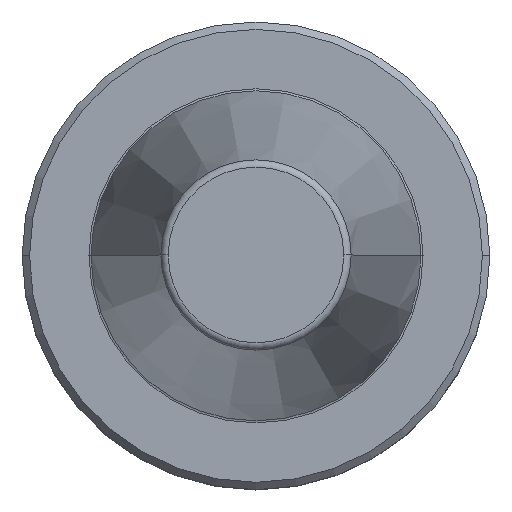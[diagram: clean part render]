
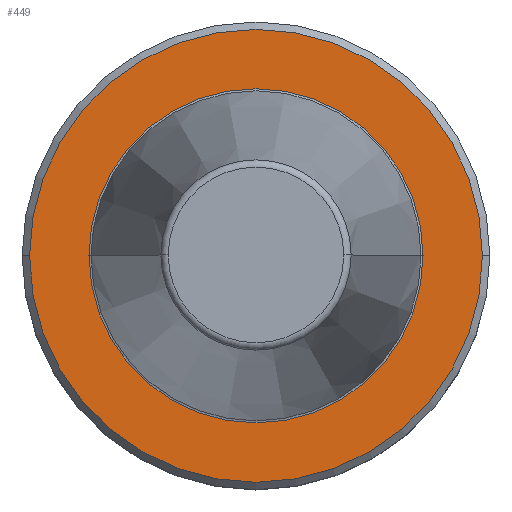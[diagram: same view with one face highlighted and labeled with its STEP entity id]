
A CAD part, top view. The second image highlights one B-rep face of the part: STEP entity #449.
In plain terms, the highlighted planar face has unit normal (0, 0, 1).
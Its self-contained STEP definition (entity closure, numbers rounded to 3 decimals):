
#47 = AXIS2_PLACEMENT_3D ( 'NONE', #1018, #413, #573 ) ;
#52 = DIRECTION ( 'NONE',  ( 0., 0., 1. ) ) ;
#65 = ORIENTED_EDGE ( 'NONE', *, *, #186, .F. ) ;
#82 = EDGE_CURVE ( 'NONE', #771, #252, #856, .T. ) ;
#146 = PLANE ( 'NONE',  #561 ) ;
#151 = CIRCLE ( 'NONE', #1006, 30.5 ) ;
#155 = ORIENTED_EDGE ( 'NONE', *, *, #82, .T. ) ;
#166 = DIRECTION ( 'NONE',  ( -1., 0., 0. ) ) ;
#177 = ORIENTED_EDGE ( 'NONE', *, *, #767, .T. ) ;
#186 = EDGE_CURVE ( 'NONE', #433, #799, #946, .T. ) ;
#210 = CARTESIAN_POINT ( 'NONE',  ( 22.5, 0., -67.4 ) ) ;
#226 = CARTESIAN_POINT ( 'NONE',  ( 0., 0., -67.4 ) ) ;
#229 = FACE_BOUND ( 'NONE', #921, .T. ) ;
#252 = VERTEX_POINT ( 'NONE', #503 ) ;
#272 = DIRECTION ( 'NONE',  ( 1., 0., 0. ) ) ;
#413 = DIRECTION ( 'NONE',  ( 0., 0., 1. ) ) ;
#417 = EDGE_CURVE ( 'NONE', #799, #433, #888, .T. ) ;
#433 = VERTEX_POINT ( 'NONE', #210 ) ;
#449 = ADVANCED_FACE ( 'NONE', ( #229, #810 ), #146, .F. ) ;
#463 = CARTESIAN_POINT ( 'NONE',  ( -22.5, 0., -67.4 ) ) ;
#469 = DIRECTION ( 'NONE',  ( 0., 0., 1. ) ) ;
#472 = CARTESIAN_POINT ( 'NONE',  ( 0., 0., -67.4 ) ) ;
#492 = DIRECTION ( 'NONE',  ( 0., 0., 1. ) ) ;
#503 = CARTESIAN_POINT ( 'NONE',  ( -30.5, 0., -67.4 ) ) ;
#535 = DIRECTION ( 'NONE',  ( 1., 0., 0. ) ) ;
#561 = AXIS2_PLACEMENT_3D ( 'NONE', #472, #801, #166 ) ;
#573 = DIRECTION ( 'NONE',  ( 1., 0., 0. ) ) ;
#649 = CARTESIAN_POINT ( 'NONE',  ( 0., 0., -67.4 ) ) ;
#717 = ORIENTED_EDGE ( 'NONE', *, *, #417, .F. ) ;
#767 = EDGE_CURVE ( 'NONE', #252, #771, #151, .T. ) ;
#771 = VERTEX_POINT ( 'NONE', #956 ) ;
#799 = VERTEX_POINT ( 'NONE', #463 ) ;
#801 = DIRECTION ( 'NONE',  ( 0., 0., -1. ) ) ;
#808 = AXIS2_PLACEMENT_3D ( 'NONE', #226, #469, #934 ) ;
#810 = FACE_OUTER_BOUND ( 'NONE', #872, .T. ) ;
#856 = CIRCLE ( 'NONE', #808, 30.5 ) ;
#872 = EDGE_LOOP ( 'NONE', ( #177, #155 ) ) ;
#878 = AXIS2_PLACEMENT_3D ( 'NONE', #649, #52, #272 ) ;
#888 = CIRCLE ( 'NONE', #47, 22.5 ) ;
#921 = EDGE_LOOP ( 'NONE', ( #65, #717 ) ) ;
#934 = DIRECTION ( 'NONE',  ( 1., 0., 0. ) ) ;
#946 = CIRCLE ( 'NONE', #878, 22.5 ) ;
#956 = CARTESIAN_POINT ( 'NONE',  ( 30.5, 0., -67.4 ) ) ;
#958 = CARTESIAN_POINT ( 'NONE',  ( 0., 0., -67.4 ) ) ;
#1006 = AXIS2_PLACEMENT_3D ( 'NONE', #958, #492, #535 ) ;
#1018 = CARTESIAN_POINT ( 'NONE',  ( 0., 0., -67.4 ) ) ;
